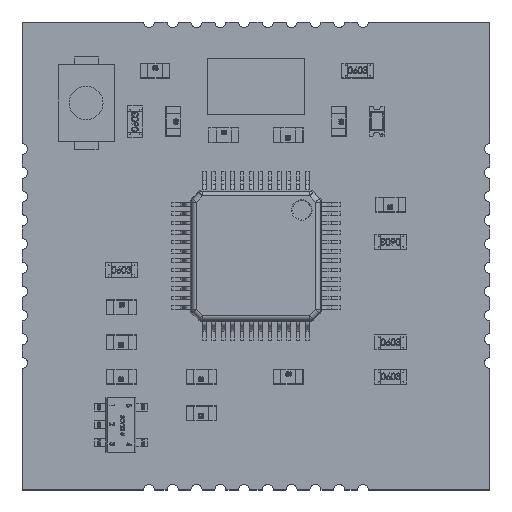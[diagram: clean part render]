
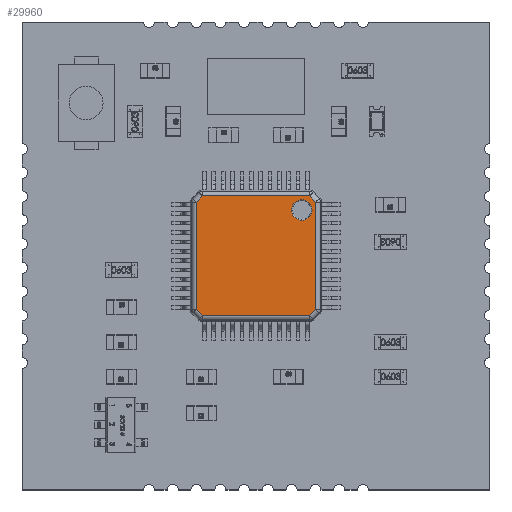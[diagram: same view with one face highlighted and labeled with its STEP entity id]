
A CAD part, top view. The second image highlights one B-rep face of the part: STEP entity #29960.
In plain terms, the highlighted planar face has unit normal (0, 0, 1).
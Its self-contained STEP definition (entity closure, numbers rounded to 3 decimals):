
#29932 = VERTEX_POINT('',#29933);
#29933 = CARTESIAN_POINT('',(-2.45,-3.,1.6));
#29940 = EDGE_CURVE('',#29941,#29932,#29943,.T.);
#29941 = VERTEX_POINT('',#29942);
#29942 = CARTESIAN_POINT('',(-2.45,-1.9,1.6));
#29943 = CIRCLE('',#29944,0.55);
#29944 = AXIS2_PLACEMENT_3D('',#29945,#29946,#29947);
#29945 = CARTESIAN_POINT('',(-2.45,-2.45,1.6));
#29946 = DIRECTION('',(0.,0.,-1.));
#29947 = DIRECTION('',(0.,1.,0.));
#29960 = ADVANCED_FACE('',(#29961,#30027),#30037,.F.);
#29961 = FACE_BOUND('',#29962,.T.);
#29962 = EDGE_LOOP('',(#29963,#29973,#29981,#29989,#29997,#30005,#30013,
    #30021));
#29963 = ORIENTED_EDGE('',*,*,#29964,.T.);
#29964 = EDGE_CURVE('',#29965,#29967,#29969,.T.);
#29965 = VERTEX_POINT('',#29966);
#29966 = CARTESIAN_POINT('',(2.876,3.201,1.6));
#29967 = VERTEX_POINT('',#29968);
#29968 = CARTESIAN_POINT('',(-2.876,3.201,1.6));
#29969 = LINE('',#29970,#29971);
#29970 = CARTESIAN_POINT('',(-2.956,3.201,1.6));
#29971 = VECTOR('',#29972,1.);
#29972 = DIRECTION('',(-1.,0.,0.));
#29973 = ORIENTED_EDGE('',*,*,#29974,.T.);
#29974 = EDGE_CURVE('',#29967,#29975,#29977,.T.);
#29975 = VERTEX_POINT('',#29976);
#29976 = CARTESIAN_POINT('',(-3.201,2.876,1.6));
#29977 = LINE('',#29978,#29979);
#29978 = CARTESIAN_POINT('',(-3.257,2.82,1.6));
#29979 = VECTOR('',#29980,1.);
#29980 = DIRECTION('',(-0.707,-0.707,0.));
#29981 = ORIENTED_EDGE('',*,*,#29982,.T.);
#29982 = EDGE_CURVE('',#29975,#29983,#29985,.T.);
#29983 = VERTEX_POINT('',#29984);
#29984 = CARTESIAN_POINT('',(-3.201,-2.876,1.6));
#29985 = LINE('',#29986,#29987);
#29986 = CARTESIAN_POINT('',(-3.201,-2.956,1.6));
#29987 = VECTOR('',#29988,1.);
#29988 = DIRECTION('',(0.,-1.,0.));
#29989 = ORIENTED_EDGE('',*,*,#29990,.T.);
#29990 = EDGE_CURVE('',#29983,#29991,#29993,.T.);
#29991 = VERTEX_POINT('',#29992);
#29992 = CARTESIAN_POINT('',(-2.876,-3.201,1.6));
#29993 = LINE('',#29994,#29995);
#29994 = CARTESIAN_POINT('',(-2.82,-3.257,1.6));
#29995 = VECTOR('',#29996,1.);
#29996 = DIRECTION('',(0.707,-0.707,0.));
#29997 = ORIENTED_EDGE('',*,*,#29998,.T.);
#29998 = EDGE_CURVE('',#29991,#29999,#30001,.T.);
#29999 = VERTEX_POINT('',#30000);
#30000 = CARTESIAN_POINT('',(2.876,-3.201,1.6));
#30001 = LINE('',#30002,#30003);
#30002 = CARTESIAN_POINT('',(2.956,-3.201,1.6));
#30003 = VECTOR('',#30004,1.);
#30004 = DIRECTION('',(1.,0.,0.));
#30005 = ORIENTED_EDGE('',*,*,#30006,.T.);
#30006 = EDGE_CURVE('',#29999,#30007,#30009,.T.);
#30007 = VERTEX_POINT('',#30008);
#30008 = CARTESIAN_POINT('',(3.201,-2.876,1.6));
#30009 = LINE('',#30010,#30011);
#30010 = CARTESIAN_POINT('',(3.257,-2.82,1.6));
#30011 = VECTOR('',#30012,1.);
#30012 = DIRECTION('',(0.707,0.707,0.));
#30013 = ORIENTED_EDGE('',*,*,#30014,.T.);
#30014 = EDGE_CURVE('',#30007,#30015,#30017,.T.);
#30015 = VERTEX_POINT('',#30016);
#30016 = CARTESIAN_POINT('',(3.201,2.876,1.6));
#30017 = LINE('',#30018,#30019);
#30018 = CARTESIAN_POINT('',(3.201,2.956,1.6));
#30019 = VECTOR('',#30020,1.);
#30020 = DIRECTION('',(0.,1.,0.));
#30021 = ORIENTED_EDGE('',*,*,#30022,.T.);
#30022 = EDGE_CURVE('',#30015,#29965,#30023,.T.);
#30023 = LINE('',#30024,#30025);
#30024 = CARTESIAN_POINT('',(2.82,3.257,1.6));
#30025 = VECTOR('',#30026,1.);
#30026 = DIRECTION('',(-0.707,0.707,0.));
#30027 = FACE_BOUND('',#30028,.T.);
#30028 = EDGE_LOOP('',(#30029,#30030));
#30029 = ORIENTED_EDGE('',*,*,#29940,.T.);
#30030 = ORIENTED_EDGE('',*,*,#30031,.T.);
#30031 = EDGE_CURVE('',#29932,#29941,#30032,.T.);
#30032 = CIRCLE('',#30033,0.55);
#30033 = AXIS2_PLACEMENT_3D('',#30034,#30035,#30036);
#30034 = CARTESIAN_POINT('',(-2.45,-2.45,1.6));
#30035 = DIRECTION('',(0.,0.,-1.));
#30036 = DIRECTION('',(0.,1.,0.));
#30037 = PLANE('',#30038);
#30038 = AXIS2_PLACEMENT_3D('',#30039,#30040,#30041);
#30039 = CARTESIAN_POINT('',(0.,0.,1.6));
#30040 = DIRECTION('',(0.,0.,-1.));
#30041 = DIRECTION('',(0.,1.,0.));
